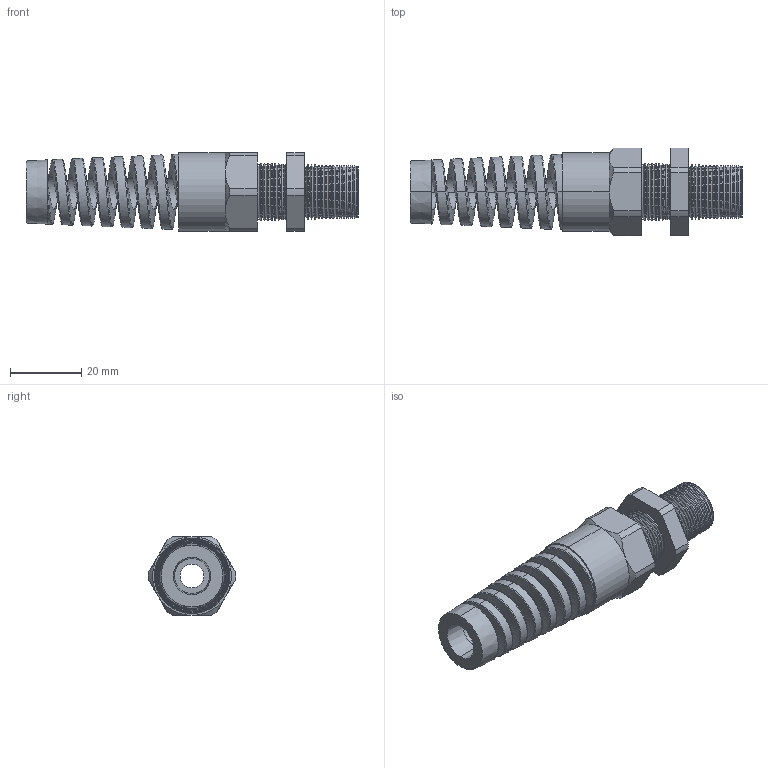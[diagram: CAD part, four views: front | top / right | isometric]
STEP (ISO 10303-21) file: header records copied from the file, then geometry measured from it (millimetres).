
FILE_DESCRIPTION (( 'STEP AP203' ), '1' );
FILE_NAME ('CF17DR-GY.STEP', '2006-02-16T06:22:57', ( 'bay06' ), ( '' ), 'SwSTEP 2.0', 'SolidWorks 2008', '' );
FILE_SCHEMA (( 'CONFIG_CONTROL_DESIGN' ));
Length unit declared in the file: inch
Products named in the file (1): CF17DR-GY
Bounding box: 92.96 x 24.52 x 22.1 mm (x, y, z)
Volume: 16664.6 mm3; surface area: 12449.2 mm2
Topology: 2 solids, 2 shells, 239 faces, 536 edges, 305 vertices
Faces by surface type: cone 165, cylinder 39, plane 25, torus 6, bspline 4
Entity records: 14511 total; most frequent: CARTESIAN_POINT 9165, DIRECTION 1148, ORIENTED_EDGE 1072, EDGE_CURVE 536, AXIS2_PLACEMENT_3D 458, VERTEX_POINT 305, EDGE_LOOP 249, ADVANCED_FACE 239
